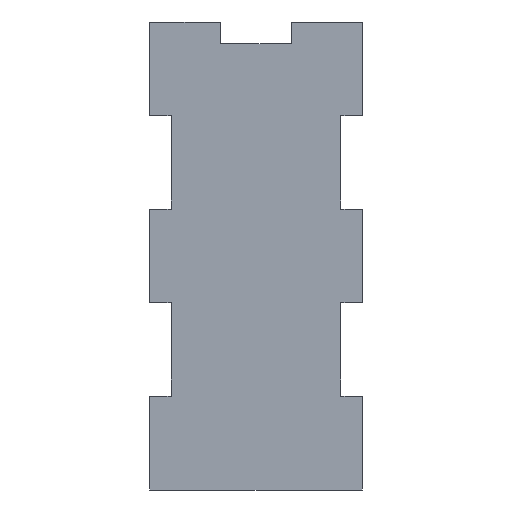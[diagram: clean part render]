
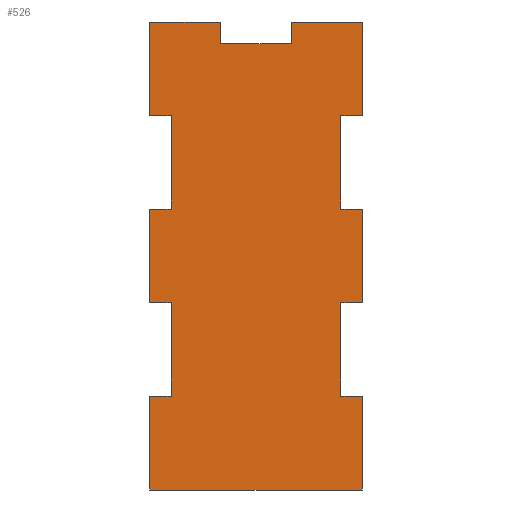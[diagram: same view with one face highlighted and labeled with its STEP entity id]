
A CAD part, front view. The second image highlights one B-rep face of the part: STEP entity #526.
In plain terms, the highlighted planar face has unit normal (0, -1, 0).
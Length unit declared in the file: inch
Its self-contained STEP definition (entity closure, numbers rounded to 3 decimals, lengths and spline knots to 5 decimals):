
#40=FACE_OUTER_BOUND('',#66,.T.);
#66=EDGE_LOOP('',(#451,#452,#453,#454,#455,#456,#457,#458,#459,#460,#461,
#462,#463,#464,#465,#466,#467,#468,#469,#470,#471,#472,#473,#474));
#67=LINE('',#697,#139);
#71=LINE('',#705,#143);
#74=LINE('',#711,#146);
#77=LINE('',#717,#149);
#80=LINE('',#723,#152);
#83=LINE('',#729,#155);
#86=LINE('',#735,#158);
#89=LINE('',#741,#161);
#92=LINE('',#747,#164);
#95=LINE('',#753,#167);
#98=LINE('',#759,#170);
#101=LINE('',#765,#173);
#104=LINE('',#771,#176);
#107=LINE('',#777,#179);
#110=LINE('',#783,#182);
#113=LINE('',#789,#185);
#116=LINE('',#795,#188);
#119=LINE('',#801,#191);
#122=LINE('',#807,#194);
#125=LINE('',#813,#197);
#128=LINE('',#819,#200);
#131=LINE('',#825,#203);
#134=LINE('',#831,#206);
#137=LINE('',#836,#209);
#139=VECTOR('',#571,0.3937);
#143=VECTOR('',#577,0.3937);
#146=VECTOR('',#582,0.3937);
#149=VECTOR('',#587,0.3937);
#152=VECTOR('',#592,0.3937);
#155=VECTOR('',#597,0.3937);
#158=VECTOR('',#602,0.3937);
#161=VECTOR('',#607,0.3937);
#164=VECTOR('',#612,0.3937);
#167=VECTOR('',#617,0.3937);
#170=VECTOR('',#622,0.3937);
#173=VECTOR('',#627,0.3937);
#176=VECTOR('',#632,0.3937);
#179=VECTOR('',#637,0.3937);
#182=VECTOR('',#642,0.3937);
#185=VECTOR('',#647,0.3937);
#188=VECTOR('',#652,0.3937);
#191=VECTOR('',#657,0.3937);
#194=VECTOR('',#662,0.3937);
#197=VECTOR('',#667,0.3937);
#200=VECTOR('',#672,0.3937);
#203=VECTOR('',#677,0.3937);
#206=VECTOR('',#682,0.3937);
#209=VECTOR('',#687,0.3937);
#211=VERTEX_POINT('',#695);
#212=VERTEX_POINT('',#696);
#215=VERTEX_POINT('',#704);
#217=VERTEX_POINT('',#710);
#219=VERTEX_POINT('',#716);
#221=VERTEX_POINT('',#722);
#223=VERTEX_POINT('',#728);
#225=VERTEX_POINT('',#734);
#227=VERTEX_POINT('',#740);
#229=VERTEX_POINT('',#746);
#231=VERTEX_POINT('',#752);
#233=VERTEX_POINT('',#758);
#235=VERTEX_POINT('',#764);
#237=VERTEX_POINT('',#770);
#239=VERTEX_POINT('',#776);
#241=VERTEX_POINT('',#782);
#243=VERTEX_POINT('',#788);
#245=VERTEX_POINT('',#794);
#247=VERTEX_POINT('',#800);
#249=VERTEX_POINT('',#806);
#251=VERTEX_POINT('',#812);
#253=VERTEX_POINT('',#818);
#255=VERTEX_POINT('',#824);
#257=VERTEX_POINT('',#830);
#259=EDGE_CURVE('',#211,#212,#67,.T.);
#263=EDGE_CURVE('',#211,#215,#71,.T.);
#266=EDGE_CURVE('',#215,#217,#74,.T.);
#269=EDGE_CURVE('',#217,#219,#77,.T.);
#272=EDGE_CURVE('',#219,#221,#80,.T.);
#275=EDGE_CURVE('',#221,#223,#83,.T.);
#278=EDGE_CURVE('',#223,#225,#86,.T.);
#281=EDGE_CURVE('',#225,#227,#89,.T.);
#284=EDGE_CURVE('',#227,#229,#92,.T.);
#287=EDGE_CURVE('',#229,#231,#95,.T.);
#290=EDGE_CURVE('',#231,#233,#98,.T.);
#293=EDGE_CURVE('',#233,#235,#101,.T.);
#296=EDGE_CURVE('',#235,#237,#104,.T.);
#299=EDGE_CURVE('',#239,#237,#107,.T.);
#302=EDGE_CURVE('',#241,#239,#110,.T.);
#305=EDGE_CURVE('',#243,#241,#113,.T.);
#308=EDGE_CURVE('',#243,#245,#116,.T.);
#311=EDGE_CURVE('',#247,#245,#119,.T.);
#314=EDGE_CURVE('',#249,#247,#122,.T.);
#317=EDGE_CURVE('',#251,#249,#125,.T.);
#320=EDGE_CURVE('',#251,#253,#128,.T.);
#323=EDGE_CURVE('',#253,#255,#131,.T.);
#326=EDGE_CURVE('',#257,#255,#134,.T.);
#329=EDGE_CURVE('',#212,#257,#137,.T.);
#451=ORIENTED_EDGE('',*,*,#329,.F.);
#452=ORIENTED_EDGE('',*,*,#259,.F.);
#453=ORIENTED_EDGE('',*,*,#263,.T.);
#454=ORIENTED_EDGE('',*,*,#266,.T.);
#455=ORIENTED_EDGE('',*,*,#269,.T.);
#456=ORIENTED_EDGE('',*,*,#272,.T.);
#457=ORIENTED_EDGE('',*,*,#275,.T.);
#458=ORIENTED_EDGE('',*,*,#278,.T.);
#459=ORIENTED_EDGE('',*,*,#281,.T.);
#460=ORIENTED_EDGE('',*,*,#284,.T.);
#461=ORIENTED_EDGE('',*,*,#287,.T.);
#462=ORIENTED_EDGE('',*,*,#290,.T.);
#463=ORIENTED_EDGE('',*,*,#293,.T.);
#464=ORIENTED_EDGE('',*,*,#296,.T.);
#465=ORIENTED_EDGE('',*,*,#299,.F.);
#466=ORIENTED_EDGE('',*,*,#302,.F.);
#467=ORIENTED_EDGE('',*,*,#305,.F.);
#468=ORIENTED_EDGE('',*,*,#308,.T.);
#469=ORIENTED_EDGE('',*,*,#311,.F.);
#470=ORIENTED_EDGE('',*,*,#314,.F.);
#471=ORIENTED_EDGE('',*,*,#317,.F.);
#472=ORIENTED_EDGE('',*,*,#320,.T.);
#473=ORIENTED_EDGE('',*,*,#323,.T.);
#474=ORIENTED_EDGE('',*,*,#326,.F.);
#500=PLANE('',#566);
#526=ADVANCED_FACE('',(#40),#500,.F.);
#566=AXIS2_PLACEMENT_3D('',#839,#691,#692);
#571=DIRECTION('',(0.,0.,-1.));
#577=DIRECTION('',(-1.,0.,0.));
#582=DIRECTION('',(0.,0.,-1.));
#587=DIRECTION('',(1.,0.,0.));
#592=DIRECTION('',(0.,0.,-1.));
#597=DIRECTION('',(-1.,0.,0.));
#602=DIRECTION('',(0.,0.,-1.));
#607=DIRECTION('',(1.,0.,0.));
#612=DIRECTION('',(0.,0.,-1.));
#617=DIRECTION('',(-1.,0.,0.));
#622=DIRECTION('',(0.,0.,-1.));
#627=DIRECTION('',(1.,0.,0.));
#632=DIRECTION('',(0.,0.,1.));
#637=DIRECTION('',(1.,0.,0.));
#642=DIRECTION('',(0.,0.,-1.));
#647=DIRECTION('',(-1.,0.,0.));
#652=DIRECTION('',(0.,0.,1.));
#657=DIRECTION('',(1.,0.,0.));
#662=DIRECTION('',(0.,0.,-1.));
#667=DIRECTION('',(-1.,0.,0.));
#672=DIRECTION('',(0.,0.,1.));
#677=DIRECTION('',(-1.,0.,0.));
#682=DIRECTION('',(0.,0.,1.));
#687=DIRECTION('',(1.,0.,0.));
#691=DIRECTION('center_axis',(0.,1.,0.));
#692=DIRECTION('ref_axis',(1.,0.,0.));
#695=CARTESIAN_POINT('',(0.41133,0.,2.7122));
#696=CARTESIAN_POINT('',(0.41133,0.,2.5872));
#697=CARTESIAN_POINT('',(0.41133,0.,2.7122));
#704=CARTESIAN_POINT('',(0.,0.,2.7122));
#705=CARTESIAN_POINT('',(0.41133,0.,2.7122));
#710=CARTESIAN_POINT('',(0.,0.,2.1702));
#711=CARTESIAN_POINT('',(0.,0.,2.7122));
#716=CARTESIAN_POINT('',(0.125,0.,2.1702));
#717=CARTESIAN_POINT('',(0.,0.,2.1702));
#722=CARTESIAN_POINT('',(0.125,0.,1.6282));
#723=CARTESIAN_POINT('',(0.125,0.,2.1702));
#728=CARTESIAN_POINT('',(0.,0.,1.6282));
#729=CARTESIAN_POINT('',(0.125,0.,1.6282));
#734=CARTESIAN_POINT('',(0.,0.,1.0862));
#735=CARTESIAN_POINT('',(0.,0.,1.6282));
#740=CARTESIAN_POINT('',(0.125,0.,1.0862));
#741=CARTESIAN_POINT('',(0.,0.,1.0862));
#746=CARTESIAN_POINT('',(0.125,0.,0.5442));
#747=CARTESIAN_POINT('',(0.125,0.,1.0862));
#752=CARTESIAN_POINT('',(0.,0.,0.5442));
#753=CARTESIAN_POINT('',(0.125,0.,0.5442));
#758=CARTESIAN_POINT('',(0.,0.,0.));
#759=CARTESIAN_POINT('',(0.,0.,0.5442));
#764=CARTESIAN_POINT('',(1.23425,0.,0.));
#765=CARTESIAN_POINT('',(0.,0.,0.));
#770=CARTESIAN_POINT('',(1.23425,0.,0.5442));
#771=CARTESIAN_POINT('',(1.23425,0.,0.));
#776=CARTESIAN_POINT('',(1.10925,0.,0.5442));
#777=CARTESIAN_POINT('',(1.10925,0.,0.5442));
#782=CARTESIAN_POINT('',(1.10925,0.,1.0862));
#783=CARTESIAN_POINT('',(1.10925,0.,1.0862));
#788=CARTESIAN_POINT('',(1.23425,0.,1.0862));
#789=CARTESIAN_POINT('',(1.23425,0.,1.0862));
#794=CARTESIAN_POINT('',(1.23425,0.,1.6282));
#795=CARTESIAN_POINT('',(1.23425,0.,1.0862));
#800=CARTESIAN_POINT('',(1.10925,0.,1.6282));
#801=CARTESIAN_POINT('',(1.10925,0.,1.6282));
#806=CARTESIAN_POINT('',(1.10925,0.,2.1702));
#807=CARTESIAN_POINT('',(1.10925,0.,2.1702));
#812=CARTESIAN_POINT('',(1.23425,0.,2.1702));
#813=CARTESIAN_POINT('',(1.23425,0.,2.1702));
#818=CARTESIAN_POINT('',(1.23425,0.,2.7122));
#819=CARTESIAN_POINT('',(1.23425,0.,2.1702));
#824=CARTESIAN_POINT('',(0.82233,0.,2.7122));
#825=CARTESIAN_POINT('',(1.23425,0.,2.7122));
#830=CARTESIAN_POINT('',(0.82233,0.,2.5872));
#831=CARTESIAN_POINT('',(0.82233,0.,2.5872));
#836=CARTESIAN_POINT('',(0.41133,0.,2.5872));
#839=CARTESIAN_POINT('Origin',(0.61713,0.,1.3561));
